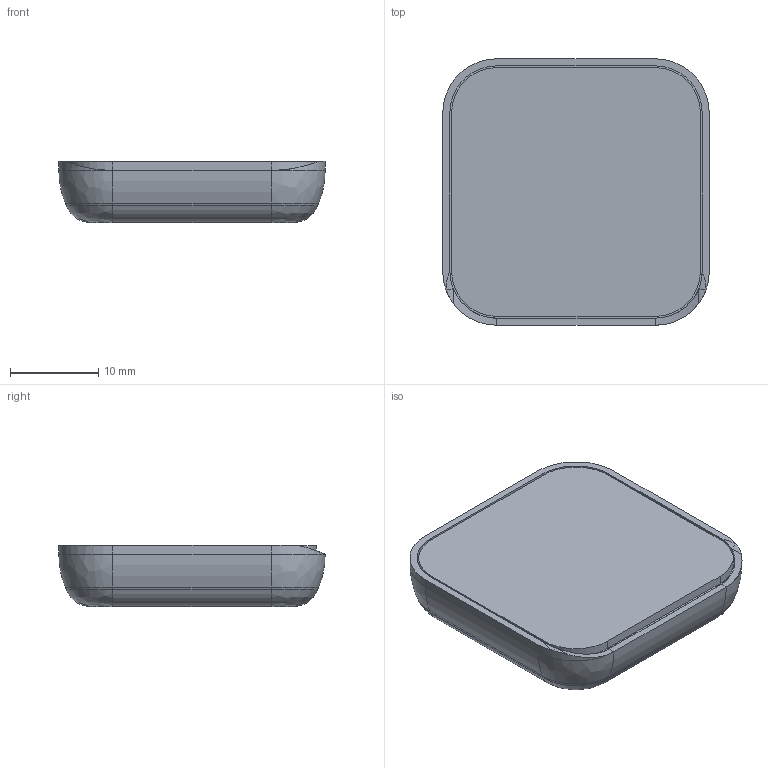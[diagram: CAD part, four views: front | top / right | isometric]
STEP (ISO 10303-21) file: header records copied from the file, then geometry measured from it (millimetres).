
FILE_DESCRIPTION(/* description */ (''),/* implementation_level */ '2;1');
FILE_NAME(/* name */ 'Pocket Dice CAD 3D printed Parts and top acrylic sheet.step',/* time_stamp */ '2026-01-30T19:07:05+01:00',/* author */ (''),/* organization */ (''),/* preprocessor_version */ 'ST-DEVELOPER v20.1',/* originating_system */ 'Autodesk Translation Framework v14.21.0.0',/* authorisation */ '');
FILE_SCHEMA (('AUTOMOTIVE_DESIGN { 1 0 10303 214 3 1 1 }'));
Length unit declared in the file: millimetre
Products named in the file (1): Pocket Dice CAD
Bounding box: 30.17 x 30.17 x 6.93 mm (x, y, z)
Volume: 2702.6 mm3; surface area: 4439.6 mm2
Topology: 2 solids, 2 shells, 77 faces, 183 edges, 110 vertices
Faces by surface type: cylinder 32, plane 31, bspline 10, cone 4
Entity records: 2402 total; most frequent: CARTESIAN_POINT 530, DIRECTION 375, ORIENTED_EDGE 362, EDGE_CURVE 181, AXIS2_PLACEMENT_3D 136, VERTEX_POINT 110, LINE 103, VECTOR 103
